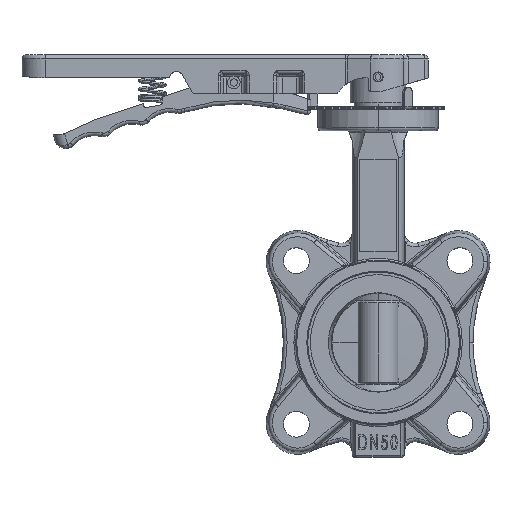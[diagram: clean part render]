
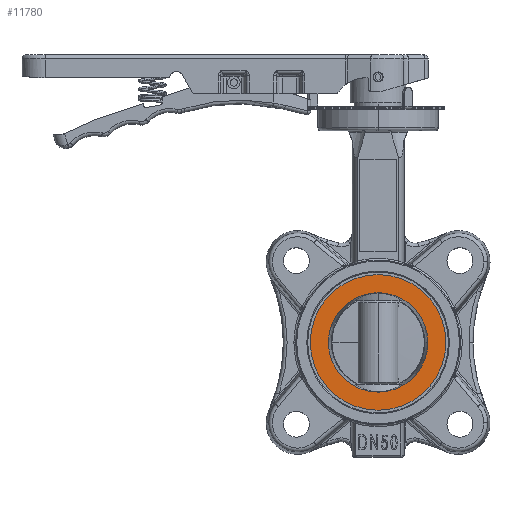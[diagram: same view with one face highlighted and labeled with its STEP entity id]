
A CAD part, top view. The second image highlights one B-rep face of the part: STEP entity #11780.
In plain terms, the highlighted planar face has unit normal (0, 0, 1).
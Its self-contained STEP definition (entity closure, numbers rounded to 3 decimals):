
#563 = ORIENTED_EDGE ( 'NONE', *, *, #54142, .T. ) ;
#1418 = DIRECTION ( 'NONE',  ( 0., 0., 1. ) ) ;
#1881 = DIRECTION ( 'NONE',  ( 0., 0., 1. ) ) ;
#3017 = VERTEX_POINT ( 'NONE', #29409 ) ;
#3888 = DIRECTION ( 'NONE',  ( 1., 0., 0. ) ) ;
#4115 = VERTEX_POINT ( 'NONE', #45933 ) ;
#4481 = CIRCLE ( 'NONE', #36798, 36.65 ) ;
#6232 = EDGE_LOOP ( 'NONE', ( #20941, #8658 ) ) ;
#7374 = DIRECTION ( 'NONE',  ( 1., 0., 0. ) ) ;
#8108 = EDGE_CURVE ( 'NONE', #4115, #3017, #54277, .T. ) ;
#8247 = EDGE_CURVE ( 'NONE', #3017, #4115, #38537, .T. ) ;
#8658 = ORIENTED_EDGE ( 'NONE', *, *, #8247, .F. ) ;
#9322 = PLANE ( 'NONE',  #19463 ) ;
#10935 = DIRECTION ( 'NONE',  ( 0., 0., 1. ) ) ;
#11768 = VERTEX_POINT ( 'NONE', #14098 ) ;
#11780 = ADVANCED_FACE ( 'NONE', ( #41574, #51108 ), #9322, .T. ) ;
#13028 = EDGE_CURVE ( 'NONE', #39629, #11768, #45587, .T. ) ;
#14098 = CARTESIAN_POINT ( 'NONE',  ( 36.65, 0., 23.05 ) ) ;
#15128 = ORIENTED_EDGE ( 'NONE', *, *, #13028, .T. ) ;
#15359 = DIRECTION ( 'NONE',  ( 1., 0., 0. ) ) ;
#16843 = CARTESIAN_POINT ( 'NONE',  ( 0., 0., 23.05 ) ) ;
#19463 = AXIS2_PLACEMENT_3D ( 'NONE', #23632, #1881, #27830 ) ;
#20941 = ORIENTED_EDGE ( 'NONE', *, *, #8108, .F. ) ;
#23632 = CARTESIAN_POINT ( 'NONE',  ( 0., 0., 23.05 ) ) ;
#24478 = EDGE_LOOP ( 'NONE', ( #563, #15128 ) ) ;
#27830 = DIRECTION ( 'NONE',  ( 1., 0., 0. ) ) ;
#28976 = AXIS2_PLACEMENT_3D ( 'NONE', #45299, #1418, #31938 ) ;
#29409 = CARTESIAN_POINT ( 'NONE',  ( -26.872, 0., 23.05 ) ) ;
#30003 = DIRECTION ( 'NONE',  ( 0., 0., 1. ) ) ;
#31938 = DIRECTION ( 'NONE',  ( 1., 0., 0. ) ) ;
#36518 = AXIS2_PLACEMENT_3D ( 'NONE', #16843, #30003, #3888 ) ;
#36798 = AXIS2_PLACEMENT_3D ( 'NONE', #42081, #46470, #7374 ) ;
#38151 = CARTESIAN_POINT ( 'NONE',  ( -36.65, 0., 23.05 ) ) ;
#38537 = CIRCLE ( 'NONE', #36518, 26.872 ) ;
#39629 = VERTEX_POINT ( 'NONE', #38151 ) ;
#41574 = FACE_BOUND ( 'NONE', #6232, .T. ) ;
#42081 = CARTESIAN_POINT ( 'NONE',  ( 0., 0., 23.05 ) ) ;
#45299 = CARTESIAN_POINT ( 'NONE',  ( 0., 0., 23.05 ) ) ;
#45587 = CIRCLE ( 'NONE', #28976, 36.65 ) ;
#45933 = CARTESIAN_POINT ( 'NONE',  ( 26.872, 0., 23.05 ) ) ;
#46470 = DIRECTION ( 'NONE',  ( 0., 0., 1. ) ) ;
#47470 = AXIS2_PLACEMENT_3D ( 'NONE', #54466, #10935, #15359 ) ;
#51108 = FACE_OUTER_BOUND ( 'NONE', #24478, .T. ) ;
#54142 = EDGE_CURVE ( 'NONE', #11768, #39629, #4481, .T. ) ;
#54277 = CIRCLE ( 'NONE', #47470, 26.872 ) ;
#54466 = CARTESIAN_POINT ( 'NONE',  ( 0., 0., 23.05 ) ) ;
